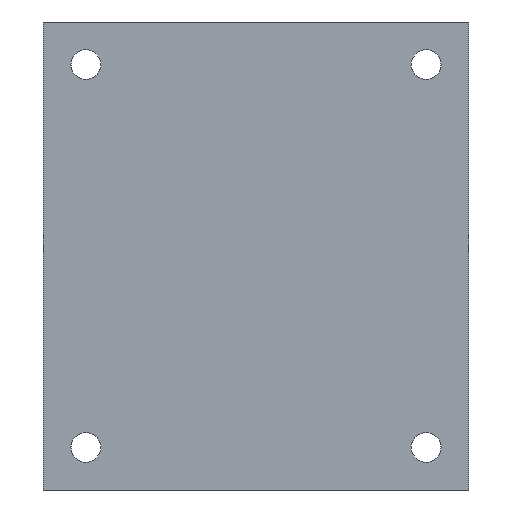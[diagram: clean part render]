
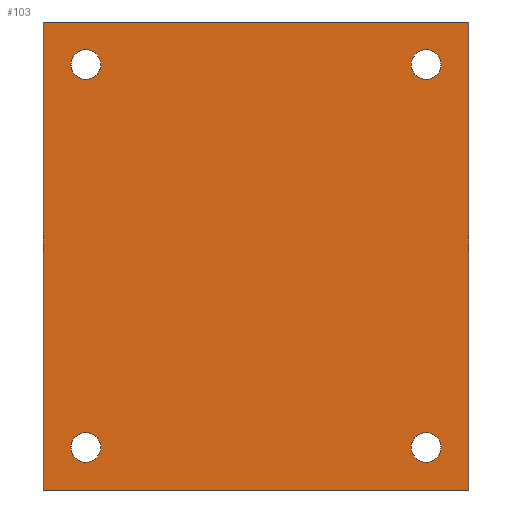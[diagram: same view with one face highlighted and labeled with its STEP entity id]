
A CAD part, front view. The second image highlights one B-rep face of the part: STEP entity #103.
In plain terms, the highlighted planar face has unit normal (0, -1, 0).
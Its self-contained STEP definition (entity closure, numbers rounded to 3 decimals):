
#2 = DIRECTION ( 'NONE',  ( 0., 1., 0. ) ) ;
#15 = EDGE_CURVE ( 'NONE', #1155, #212, #1004, .T. ) ;
#61 = DIRECTION ( 'NONE',  ( 0., 0., -1. ) ) ;
#65 = CIRCLE ( 'NONE', #1279, 1.75 ) ;
#70 = AXIS2_PLACEMENT_3D ( 'NONE', #1296, #915, #1566 ) ;
#103 = ADVANCED_FACE ( 'NONE', ( #469, #1618, #1275, #1496, #355 ), #1361, .F. ) ;
#105 = CARTESIAN_POINT ( 'NONE',  ( 25., -12.5, -45. ) ) ;
#108 = VERTEX_POINT ( 'NONE', #485 ) ;
#114 = CARTESIAN_POINT ( 'NONE',  ( 20., -12.5, 5. ) ) ;
#120 = CARTESIAN_POINT ( 'NONE',  ( -20., -12.5, 5. ) ) ;
#165 = ORIENTED_EDGE ( 'NONE', *, *, #374, .F. ) ;
#184 = DIRECTION ( 'NONE',  ( -1., 0., 0. ) ) ;
#212 = VERTEX_POINT ( 'NONE', #1388 ) ;
#217 = CARTESIAN_POINT ( 'NONE',  ( -21.75, -12.5, 5. ) ) ;
#258 = AXIS2_PLACEMENT_3D ( 'NONE', #379, #267, #1261 ) ;
#267 = DIRECTION ( 'NONE',  ( 0., 1., 0. ) ) ;
#274 = DIRECTION ( 'NONE',  ( -1., 0., 0. ) ) ;
#291 = LINE ( 'NONE', #563, #640 ) ;
#295 = EDGE_CURVE ( 'NONE', #212, #1155, #65, .T. ) ;
#300 = ORIENTED_EDGE ( 'NONE', *, *, #493, .F. ) ;
#307 = ORIENTED_EDGE ( 'NONE', *, *, #530, .T. ) ;
#333 = CIRCLE ( 'NONE', #1534, 1.75 ) ;
#337 = VERTEX_POINT ( 'NONE', #567 ) ;
#348 = DIRECTION ( 'NONE',  ( -1., 0., 0. ) ) ;
#355 = FACE_OUTER_BOUND ( 'NONE', #1519, .T. ) ;
#357 = ORIENTED_EDGE ( 'NONE', *, *, #624, .T. ) ;
#374 = EDGE_CURVE ( 'NONE', #629, #1203, #760, .T. ) ;
#379 = CARTESIAN_POINT ( 'NONE',  ( 20., -12.5, -40. ) ) ;
#404 = EDGE_CURVE ( 'NONE', #337, #629, #1253, .T. ) ;
#427 = CARTESIAN_POINT ( 'NONE',  ( -18.25, -12.5, -40. ) ) ;
#430 = CARTESIAN_POINT ( 'NONE',  ( 25., -12.5, -45. ) ) ;
#440 = EDGE_CURVE ( 'NONE', #559, #108, #333, .T. ) ;
#467 = CARTESIAN_POINT ( 'NONE',  ( -20., -12.5, -40. ) ) ;
#469 = FACE_BOUND ( 'NONE', #711, .T. ) ;
#484 = ORIENTED_EDGE ( 'NONE', *, *, #295, .T. ) ;
#485 = CARTESIAN_POINT ( 'NONE',  ( -18.25, -12.5, 5. ) ) ;
#493 = EDGE_CURVE ( 'NONE', #1448, #337, #1198, .T. ) ;
#494 = ORIENTED_EDGE ( 'NONE', *, *, #589, .T. ) ;
#530 = EDGE_CURVE ( 'NONE', #108, #559, #884, .T. ) ;
#559 = VERTEX_POINT ( 'NONE', #217 ) ;
#561 = CIRCLE ( 'NONE', #258, 1.75 ) ;
#562 = ORIENTED_EDGE ( 'NONE', *, *, #404, .F. ) ;
#563 = CARTESIAN_POINT ( 'NONE',  ( -25., -12.5, 10. ) ) ;
#567 = CARTESIAN_POINT ( 'NONE',  ( 25., -12.5, 10. ) ) ;
#589 = EDGE_CURVE ( 'NONE', #663, #1249, #679, .T. ) ;
#597 = CARTESIAN_POINT ( 'NONE',  ( -25., -12.5, 10. ) ) ;
#606 = CARTESIAN_POINT ( 'NONE',  ( 25., -12.5, 10. ) ) ;
#607 = AXIS2_PLACEMENT_3D ( 'NONE', #467, #1219, #348 ) ;
#609 = DIRECTION ( 'NONE',  ( -1., 0., 0. ) ) ;
#624 = EDGE_CURVE ( 'NONE', #1249, #663, #1469, .T. ) ;
#629 = VERTEX_POINT ( 'NONE', #105 ) ;
#640 = VECTOR ( 'NONE', #61, 1000. ) ;
#641 = CARTESIAN_POINT ( 'NONE',  ( -20., -12.5, -40. ) ) ;
#654 = EDGE_LOOP ( 'NONE', ( #1258, #307 ) ) ;
#659 = AXIS2_PLACEMENT_3D ( 'NONE', #120, #2, #852 ) ;
#663 = VERTEX_POINT ( 'NONE', #765 ) ;
#679 = CIRCLE ( 'NONE', #801, 1.75 ) ;
#691 = ORIENTED_EDGE ( 'NONE', *, *, #1163, .T. ) ;
#704 = CARTESIAN_POINT ( 'NONE',  ( -20., -12.5, 5. ) ) ;
#711 = EDGE_LOOP ( 'NONE', ( #494, #357 ) ) ;
#713 = DIRECTION ( 'NONE',  ( 0., 1., 0. ) ) ;
#757 = ORIENTED_EDGE ( 'NONE', *, *, #1525, .T. ) ;
#760 = LINE ( 'NONE', #430, #981 ) ;
#765 = CARTESIAN_POINT ( 'NONE',  ( 18.25, -12.5, 5. ) ) ;
#801 = AXIS2_PLACEMENT_3D ( 'NONE', #1504, #1106, #609 ) ;
#808 = CARTESIAN_POINT ( 'NONE',  ( 18.25, -12.5, -40. ) ) ;
#852 = DIRECTION ( 'NONE',  ( -1., 0., 0. ) ) ;
#884 = CIRCLE ( 'NONE', #659, 1.75 ) ;
#898 = ORIENTED_EDGE ( 'NONE', *, *, #1080, .T. ) ;
#915 = DIRECTION ( 'NONE',  ( 0., 1., 0. ) ) ;
#931 = CARTESIAN_POINT ( 'NONE',  ( 21.75, -12.5, -40. ) ) ;
#937 = CARTESIAN_POINT ( 'NONE',  ( 25., -12.5, 10. ) ) ;
#981 = VECTOR ( 'NONE', #184, 1000. ) ;
#1001 = VECTOR ( 'NONE', #1193, 1000. ) ;
#1004 = CIRCLE ( 'NONE', #607, 1.75 ) ;
#1062 = CARTESIAN_POINT ( 'NONE',  ( -25., -12.5, -45. ) ) ;
#1075 = CARTESIAN_POINT ( 'NONE',  ( 21.75, -12.5, 5. ) ) ;
#1077 = DIRECTION ( 'NONE',  ( -1., 0., 0. ) ) ;
#1080 = EDGE_CURVE ( 'NONE', #1153, #1208, #1512, .T. ) ;
#1106 = DIRECTION ( 'NONE',  ( 0., 1., 0. ) ) ;
#1126 = EDGE_LOOP ( 'NONE', ( #484, #1546 ) ) ;
#1137 = AXIS2_PLACEMENT_3D ( 'NONE', #114, #1617, #1491 ) ;
#1153 = VERTEX_POINT ( 'NONE', #808 ) ;
#1155 = VERTEX_POINT ( 'NONE', #427 ) ;
#1163 = EDGE_CURVE ( 'NONE', #1448, #1203, #291, .T. ) ;
#1173 = EDGE_LOOP ( 'NONE', ( #898, #757 ) ) ;
#1193 = DIRECTION ( 'NONE',  ( 0., 0., -1. ) ) ;
#1198 = LINE ( 'NONE', #1213, #1290 ) ;
#1203 = VERTEX_POINT ( 'NONE', #1062 ) ;
#1208 = VERTEX_POINT ( 'NONE', #931 ) ;
#1213 = CARTESIAN_POINT ( 'NONE',  ( 25., -12.5, 10. ) ) ;
#1219 = DIRECTION ( 'NONE',  ( 0., 1., 0. ) ) ;
#1249 = VERTEX_POINT ( 'NONE', #1075 ) ;
#1253 = LINE ( 'NONE', #937, #1001 ) ;
#1258 = ORIENTED_EDGE ( 'NONE', *, *, #440, .T. ) ;
#1261 = DIRECTION ( 'NONE',  ( -1., 0., 0. ) ) ;
#1275 = FACE_BOUND ( 'NONE', #1126, .T. ) ;
#1279 = AXIS2_PLACEMENT_3D ( 'NONE', #641, #1280, #274 ) ;
#1280 = DIRECTION ( 'NONE',  ( 0., 1., 0. ) ) ;
#1290 = VECTOR ( 'NONE', #1342, 1000. ) ;
#1296 = CARTESIAN_POINT ( 'NONE',  ( 20., -12.5, -40. ) ) ;
#1342 = DIRECTION ( 'NONE',  ( 1., 0., 0. ) ) ;
#1361 = PLANE ( 'NONE',  #1368 ) ;
#1368 = AXIS2_PLACEMENT_3D ( 'NONE', #606, #1495, #1600 ) ;
#1388 = CARTESIAN_POINT ( 'NONE',  ( -21.75, -12.5, -40. ) ) ;
#1448 = VERTEX_POINT ( 'NONE', #597 ) ;
#1469 = CIRCLE ( 'NONE', #1137, 1.75 ) ;
#1491 = DIRECTION ( 'NONE',  ( -1., 0., 0. ) ) ;
#1495 = DIRECTION ( 'NONE',  ( 0., 1., 0. ) ) ;
#1496 = FACE_BOUND ( 'NONE', #654, .T. ) ;
#1504 = CARTESIAN_POINT ( 'NONE',  ( 20., -12.5, 5. ) ) ;
#1512 = CIRCLE ( 'NONE', #70, 1.75 ) ;
#1519 = EDGE_LOOP ( 'NONE', ( #691, #165, #562, #300 ) ) ;
#1525 = EDGE_CURVE ( 'NONE', #1208, #1153, #561, .T. ) ;
#1534 = AXIS2_PLACEMENT_3D ( 'NONE', #704, #713, #1077 ) ;
#1546 = ORIENTED_EDGE ( 'NONE', *, *, #15, .T. ) ;
#1566 = DIRECTION ( 'NONE',  ( -1., 0., 0. ) ) ;
#1600 = DIRECTION ( 'NONE',  ( -1., 0., 0. ) ) ;
#1617 = DIRECTION ( 'NONE',  ( 0., 1., 0. ) ) ;
#1618 = FACE_BOUND ( 'NONE', #1173, .T. ) ;
